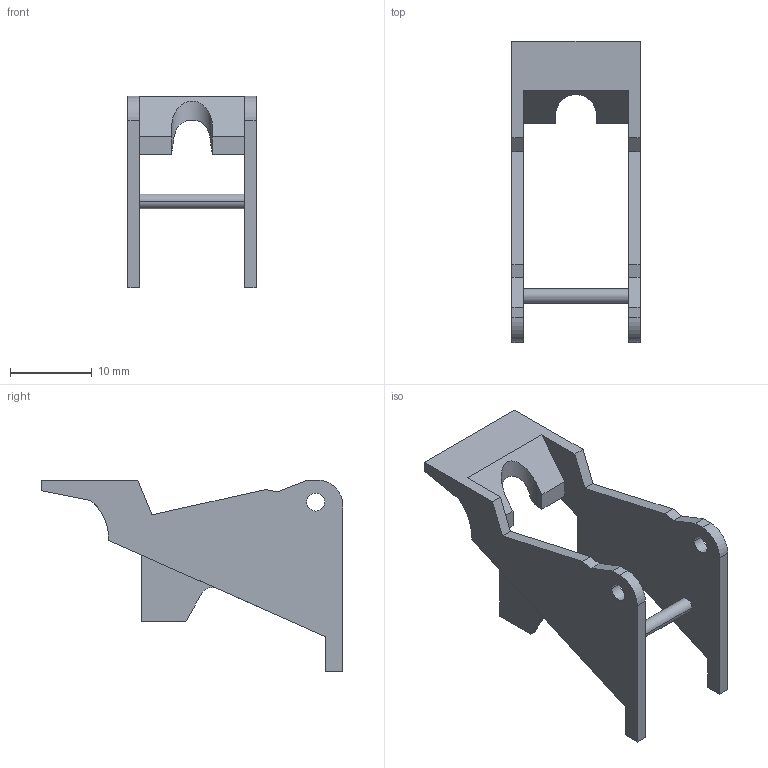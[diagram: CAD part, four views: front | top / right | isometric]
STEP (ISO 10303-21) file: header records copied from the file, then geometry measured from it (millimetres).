
FILE_DESCRIPTION((''),'2;1');
FILE_NAME('RSZR215-3D_ASM','2020-11-30T17:05:49',('SESA231899'),('Schneider-Electric'),'CREO PARAMETRIC BY PTC INC, 2019164','CREO PARAMETRIC BY PTC INC, 2019164','');
FILE_SCHEMA(('AP242_MANAGED_MODEL_BASED_3D_ENGINEERING_MIM_LF { 1 0 10303 442 1 1 4 }'));
Length unit declared in the file: millimetre
Products named in the file (2): RSZR215-3D_456; RSZR215-3D_ASM
Assembly tree (1 placements, depth 2):
  RSZR215-3D_ASM
    RSZR215-3D_456
Bounding box: 15.7 x 36.9 x 23.49 mm (x, y, z)
Volume: 1374.1 mm3; surface area: 2364.8 mm2
Topology: 1 solids, 1 shells, 57 faces, 165 edges, 112 vertices
Faces by surface type: plane 42, cylinder 15
Entity records: 29709 total; most frequent: CARTESIAN_POINT 27154, POLYLINE 462, DIRECTION 377, ORIENTED_EDGE 326, EDGE_CURVE 163, VECTOR 131, LINE 131, AXIS2_PLACEMENT_3D 123
